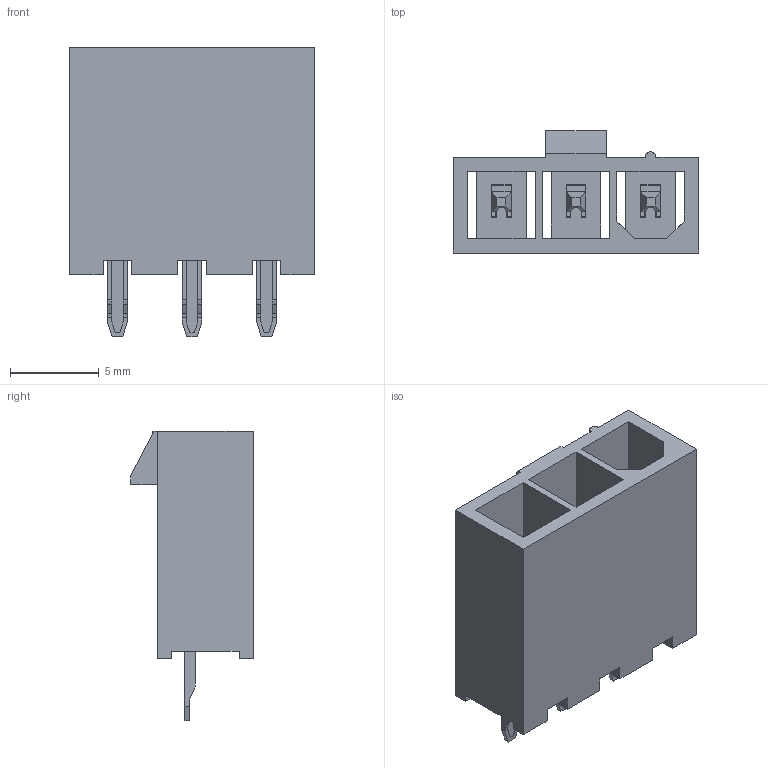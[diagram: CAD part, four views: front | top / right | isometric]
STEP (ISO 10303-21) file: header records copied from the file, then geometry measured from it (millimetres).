
FILE_DESCRIPTION(/* description */ ('Unknown'),/* implementation_level */ '2;1');
FILE_NAME(/* name */ '64900311122',/* time_stamp */ '2019-08-02T09:12:55+02:00',/* author */ ('Unknown'),/* organization */ ('Unknown'),/* preprocessor_version */ 'ST-DEVELOPER v16.7',/* originating_system */ 'DEX',/* authorisation */ $);
FILE_SCHEMA (('AUTOMOTIVE_DESIGN {1 0 10303 214 3 1 1}'));
Length unit declared in the file: millimetre
Products named in the file (3): 6490xx11122; 64900311122; 6490xx11122_PIN
Assembly tree (4 placements, depth 2):
  6490xx11122
    64900311122
    6490xx11122_PIN  x3
Bounding box: 13.8 x 6.9 x 16.3 mm (x, y, z)
Volume: 511.8 mm3; surface area: 1472.1 mm2
Topology: 4 solids, 4 shells, 332 faces, 973 edges, 640 vertices
Faces by surface type: plane 247, cylinder 85
Entity records: 5987 total; most frequent: ORIENTED_EDGE 1058, CARTESIAN_POINT 1058, DIRECTION 949, EDGE_CURVE 529, LINE 471, VECTOR 471, VERTEX_POINT 348, AXIS2_PLACEMENT_3D 239
